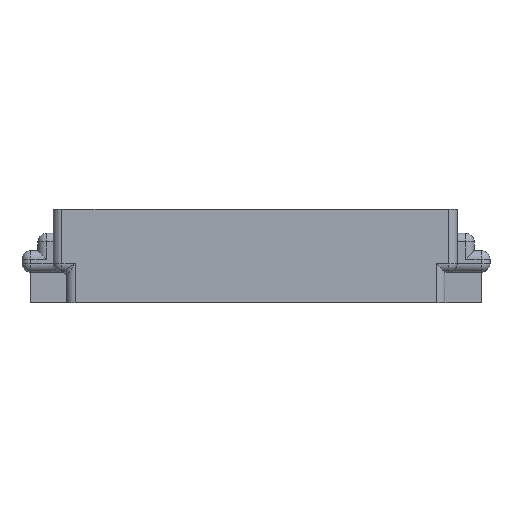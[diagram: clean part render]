
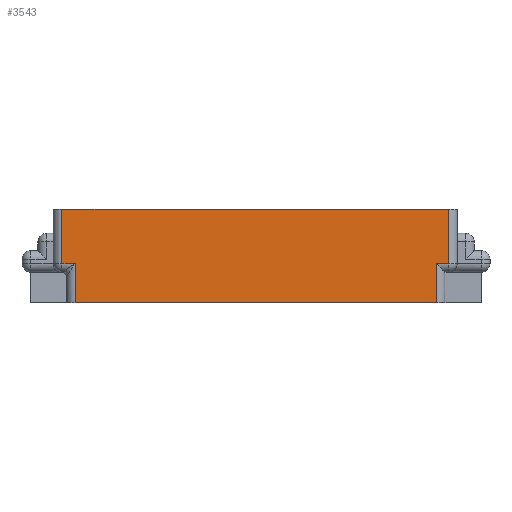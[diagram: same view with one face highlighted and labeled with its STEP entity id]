
A CAD part, front view. The second image highlights one B-rep face of the part: STEP entity #3543.
In plain terms, the highlighted planar face has unit normal (0, -1, 0).
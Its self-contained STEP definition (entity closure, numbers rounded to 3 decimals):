
#480=FACE_OUTER_BOUND('',#700,.T.);
#700=EDGE_LOOP('',(#3038,#3039,#3040,#3041,#3042,#3043,#3044,#3045));
#772=LINE('',#5075,#1124);
#982=LINE('',#5771,#1334);
#984=LINE('',#5775,#1336);
#990=LINE('',#5787,#1342);
#1028=LINE('',#5923,#1380);
#1030=LINE('',#5926,#1382);
#1052=LINE('',#6022,#1404);
#1071=LINE('',#6063,#1423);
#1124=VECTOR('',#3995,10.);
#1334=VECTOR('',#4555,10.);
#1336=VECTOR('',#4559,10.);
#1342=VECTOR('',#4575,10.);
#1380=VECTOR('',#4751,10.);
#1382=VECTOR('',#4755,10.);
#1404=VECTOR('',#4861,10.);
#1423=VECTOR('',#4912,10.);
#1471=VERTEX_POINT('',#5072);
#1472=VERTEX_POINT('',#5074);
#1629=VERTEX_POINT('',#5611);
#1654=VERTEX_POINT('',#5689);
#1675=VERTEX_POINT('',#5774);
#1676=VERTEX_POINT('',#5786);
#1705=VERTEX_POINT('',#5919);
#1727=VERTEX_POINT('',#6020);
#1775=EDGE_CURVE('',#1471,#1472,#772,.T.);
#2067=EDGE_CURVE('',#1472,#1654,#982,.T.);
#2069=EDGE_CURVE('',#1654,#1675,#984,.T.);
#2076=EDGE_CURVE('',#1675,#1676,#990,.T.);
#2146=EDGE_CURVE('',#1629,#1705,#1028,.T.);
#2148=EDGE_CURVE('',#1705,#1471,#1030,.T.);
#2193=EDGE_CURVE('',#1727,#1629,#1052,.T.);
#2216=EDGE_CURVE('',#1676,#1727,#1071,.T.);
#3038=ORIENTED_EDGE('',*,*,#2067,.F.);
#3039=ORIENTED_EDGE('',*,*,#1775,.F.);
#3040=ORIENTED_EDGE('',*,*,#2148,.F.);
#3041=ORIENTED_EDGE('',*,*,#2146,.F.);
#3042=ORIENTED_EDGE('',*,*,#2193,.F.);
#3043=ORIENTED_EDGE('',*,*,#2216,.F.);
#3044=ORIENTED_EDGE('',*,*,#2076,.F.);
#3045=ORIENTED_EDGE('',*,*,#2069,.F.);
#3329=PLANE('',#3906);
#3543=ADVANCED_FACE('',(#480),#3329,.T.);
#3906=AXIS2_PLACEMENT_3D('',#6062,#4910,#4911);
#3995=DIRECTION('',(1.,0.,0.));
#4555=DIRECTION('',(0.,0.,-1.));
#4559=DIRECTION('',(-1.,0.,0.));
#4575=DIRECTION('',(0.,0.,-1.));
#4751=DIRECTION('',(-1.,0.,0.));
#4755=DIRECTION('',(0.,0.,1.));
#4861=DIRECTION('',(0.,0.,1.));
#4910=DIRECTION('center_axis',(0.,-1.,0.));
#4911=DIRECTION('ref_axis',(1.,0.,0.));
#4912=DIRECTION('',(-1.,0.,0.));
#5072=CARTESIAN_POINT('',(-36.161,-24.257,-1.));
#5074=CARTESIAN_POINT('',(8.332,-24.257,-1.));
#5075=CARTESIAN_POINT('',(9.332,-24.257,-1.));
#5611=CARTESIAN_POINT('',(-34.647,-24.257,-7.25));
#5689=CARTESIAN_POINT('',(8.332,-24.257,-7.25));
#5771=CARTESIAN_POINT('',(8.332,-24.257,-8.25));
#5774=CARTESIAN_POINT('',(6.944,-24.257,-7.25));
#5775=CARTESIAN_POINT('',(-25.538,-24.257,-7.25));
#5786=CARTESIAN_POINT('',(6.944,-24.257,-11.75));
#5787=CARTESIAN_POINT('',(6.944,-24.257,-8.25));
#5919=CARTESIAN_POINT('',(-36.161,-24.257,-7.25));
#5923=CARTESIAN_POINT('',(-25.538,-24.257,-7.25));
#5926=CARTESIAN_POINT('',(-36.161,-24.257,-8.25));
#6020=CARTESIAN_POINT('',(-34.647,-24.257,-11.75));
#6022=CARTESIAN_POINT('',(-34.647,-24.257,-8.25));
#6062=CARTESIAN_POINT('Origin',(-37.161,-24.257,-8.25));
#6063=CARTESIAN_POINT('',(7.944,-24.257,-11.75));
